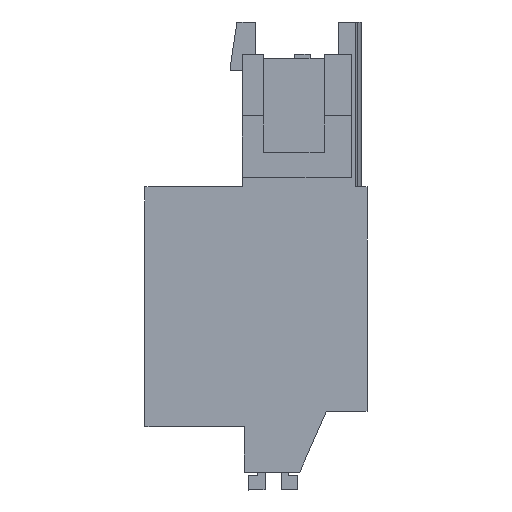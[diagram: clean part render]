
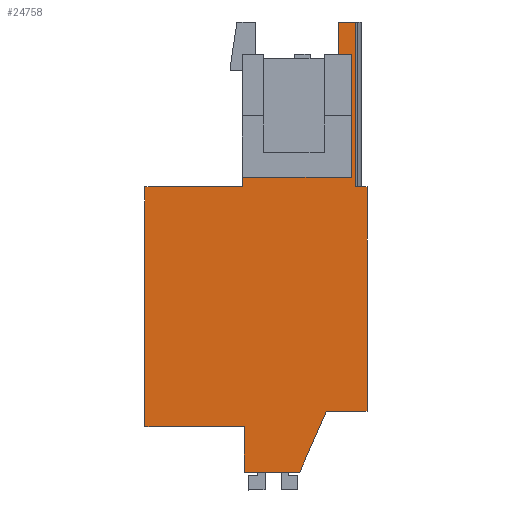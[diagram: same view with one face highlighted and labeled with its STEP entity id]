
A CAD part, left-side view. The second image highlights one B-rep face of the part: STEP entity #24758.
In plain terms, the highlighted planar face has unit normal (-1, 0, 0).
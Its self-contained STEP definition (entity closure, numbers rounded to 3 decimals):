
#24702=AXIS2_PLACEMENT_3D('Plane Axis2P3D',#24699,#24700,#24701) ;
#129=CARTESIAN_POINT('Vertex',(0.975,7.85,4.043)) ;
#435=CARTESIAN_POINT('Vertex',(0.975,7.85,1.143)) ;
#438=CARTESIAN_POINT('Line Origine',(0.975,7.85,2.593)) ;
#579=CARTESIAN_POINT('Vertex',(0.975,0.,5.043)) ;
#582=CARTESIAN_POINT('Line Origine',(0.975,1.3,5.043)) ;
#586=CARTESIAN_POINT('Vertex',(0.975,2.6,5.043)) ;
#1660=CARTESIAN_POINT('Vertex',(0.975,14.2,4.043)) ;
#1668=CARTESIAN_POINT('Line Origine',(0.975,11.025,4.043)) ;
#2911=CARTESIAN_POINT('Vertex',(0.975,0.,19.383)) ;
#2914=CARTESIAN_POINT('Line Origine',(0.975,0.,12.213)) ;
#3864=CARTESIAN_POINT('Vertex',(0.975,14.2,19.383)) ;
#3867=CARTESIAN_POINT('Line Origine',(0.975,14.2,11.713)) ;
#4953=CARTESIAN_POINT('Vertex',(0.975,7.968,19.383)) ;
#4956=CARTESIAN_POINT('Line Origine',(0.975,11.084,19.383)) ;
#5057=CARTESIAN_POINT('Line Origine',(0.975,7.968,19.96)) ;
#5061=CARTESIAN_POINT('Vertex',(0.975,7.968,20.538)) ;
#5702=CARTESIAN_POINT('Vertex',(0.975,1.848,29.933)) ;
#5705=CARTESIAN_POINT('Line Origine',(0.975,1.285,29.933)) ;
#5709=CARTESIAN_POINT('Vertex',(0.975,0.723,29.933)) ;
#6392=CARTESIAN_POINT('Vertex',(0.975,0.723,19.383)) ;
#6395=CARTESIAN_POINT('Line Origine',(0.975,0.361,19.383)) ;
#24673=CARTESIAN_POINT('Line Origine',(0.975,3.45,3.093)) ;
#24677=CARTESIAN_POINT('Vertex',(0.975,4.3,1.143)) ;
#24699=CARTESIAN_POINT('Axis2P3D Location',(0.975,6.8,19.383)) ;
#24704=CARTESIAN_POINT('Line Origine',(0.975,0.723,24.658)) ;
#24709=CARTESIAN_POINT('Line Origine',(0.975,1.848,28.63)) ;
#24713=CARTESIAN_POINT('Vertex',(0.975,1.848,27.328)) ;
#24716=CARTESIAN_POINT('Line Origine',(0.975,1.423,27.328)) ;
#24720=CARTESIAN_POINT('Vertex',(0.975,0.998,27.328)) ;
#24723=CARTESIAN_POINT('Line Origine',(0.975,0.998,23.933)) ;
#24727=CARTESIAN_POINT('Vertex',(0.975,0.998,20.538)) ;
#24730=CARTESIAN_POINT('Line Origine',(0.975,4.483,20.538)) ;
#24735=CARTESIAN_POINT('Line Origine',(0.975,6.075,1.143)) ;
#439=DIRECTION('Vector Direction',(0.,0.,-1.)) ;
#583=DIRECTION('Vector Direction',(0.,-1.,0.)) ;
#1669=DIRECTION('Vector Direction',(0.,-1.,0.)) ;
#2915=DIRECTION('Vector Direction',(0.,0.,1.)) ;
#3868=DIRECTION('Vector Direction',(0.,0.,-1.)) ;
#4957=DIRECTION('Vector Direction',(0.,1.,0.)) ;
#5058=DIRECTION('Vector Direction',(0.,0.,-1.)) ;
#5706=DIRECTION('Vector Direction',(0.,1.,0.)) ;
#6396=DIRECTION('Vector Direction',(0.,1.,0.)) ;
#24674=DIRECTION('Vector Direction',(0.,-0.4,0.917)) ;
#24700=DIRECTION('Axis2P3D Direction',(-1.,0.,0.)) ;
#24701=DIRECTION('Axis2P3D XDirection',(0.,1.,0.)) ;
#24705=DIRECTION('Vector Direction',(0.,0.,-1.)) ;
#24710=DIRECTION('Vector Direction',(0.,0.,1.)) ;
#24717=DIRECTION('Vector Direction',(0.,-1.,0.)) ;
#24724=DIRECTION('Vector Direction',(0.,0.,1.)) ;
#24731=DIRECTION('Vector Direction',(0.,1.,0.)) ;
#24736=DIRECTION('Vector Direction',(0.,-1.,0.)) ;
#440=VECTOR('Line Direction',#439,1.) ;
#584=VECTOR('Line Direction',#583,1.) ;
#1670=VECTOR('Line Direction',#1669,1.) ;
#2916=VECTOR('Line Direction',#2915,1.) ;
#3869=VECTOR('Line Direction',#3868,1.) ;
#4958=VECTOR('Line Direction',#4957,1.) ;
#5059=VECTOR('Line Direction',#5058,1.) ;
#5707=VECTOR('Line Direction',#5706,1.) ;
#6397=VECTOR('Line Direction',#6396,1.) ;
#24675=VECTOR('Line Direction',#24674,1.) ;
#24706=VECTOR('Line Direction',#24705,1.) ;
#24711=VECTOR('Line Direction',#24710,1.) ;
#24718=VECTOR('Line Direction',#24717,1.) ;
#24725=VECTOR('Line Direction',#24724,1.) ;
#24732=VECTOR('Line Direction',#24731,1.) ;
#24737=VECTOR('Line Direction',#24736,1.) ;
#24741=ORIENTED_EDGE('',*,*,#6399,.T.) ;
#24742=ORIENTED_EDGE('',*,*,#24708,.F.) ;
#24743=ORIENTED_EDGE('',*,*,#5711,.T.) ;
#24744=ORIENTED_EDGE('',*,*,#24715,.T.) ;
#24745=ORIENTED_EDGE('',*,*,#24722,.T.) ;
#24746=ORIENTED_EDGE('',*,*,#24729,.T.) ;
#24747=ORIENTED_EDGE('',*,*,#24734,.T.) ;
#24748=ORIENTED_EDGE('',*,*,#5063,.F.) ;
#24749=ORIENTED_EDGE('',*,*,#4960,.T.) ;
#24750=ORIENTED_EDGE('',*,*,#3871,.T.) ;
#24751=ORIENTED_EDGE('',*,*,#1672,.T.) ;
#24752=ORIENTED_EDGE('',*,*,#442,.T.) ;
#24753=ORIENTED_EDGE('',*,*,#24739,.T.) ;
#24754=ORIENTED_EDGE('',*,*,#24679,.T.) ;
#24755=ORIENTED_EDGE('',*,*,#588,.T.) ;
#24756=ORIENTED_EDGE('',*,*,#2918,.T.) ;
#24758=ADVANCED_FACE('HOUSING',(#24757),#24703,.T.) ;
#442=EDGE_CURVE('',#130,#436,#441,.T.) ;
#588=EDGE_CURVE('',#587,#580,#585,.T.) ;
#1672=EDGE_CURVE('',#1661,#130,#1671,.T.) ;
#2918=EDGE_CURVE('',#580,#2912,#2917,.T.) ;
#3871=EDGE_CURVE('',#3865,#1661,#3870,.T.) ;
#4960=EDGE_CURVE('',#4954,#3865,#4959,.T.) ;
#5063=EDGE_CURVE('',#4954,#5062,#5060,.F.) ;
#5711=EDGE_CURVE('',#5710,#5703,#5708,.T.) ;
#6399=EDGE_CURVE('',#2912,#6393,#6398,.T.) ;
#24679=EDGE_CURVE('',#24678,#587,#24676,.T.) ;
#24708=EDGE_CURVE('',#5710,#6393,#24707,.T.) ;
#24715=EDGE_CURVE('',#5703,#24714,#24712,.F.) ;
#24722=EDGE_CURVE('',#24714,#24721,#24719,.T.) ;
#24729=EDGE_CURVE('',#24721,#24728,#24726,.F.) ;
#24734=EDGE_CURVE('',#24728,#5062,#24733,.T.) ;
#24739=EDGE_CURVE('',#436,#24678,#24738,.T.) ;
#24740=EDGE_LOOP('',(#24741,#24742,#24743,#24744,#24745,#24746,#24747,#24748,#24749,#24750,#24751,#24752,#24753,#24754,#24755,#24756)) ;
#24757=FACE_OUTER_BOUND('',#24740,.T.) ;
#441=LINE('Line',#438,#440) ;
#585=LINE('Line',#582,#584) ;
#1671=LINE('Line',#1668,#1670) ;
#2917=LINE('Line',#2914,#2916) ;
#3870=LINE('Line',#3867,#3869) ;
#4959=LINE('Line',#4956,#4958) ;
#5060=LINE('Line',#5057,#5059) ;
#5708=LINE('Line',#5705,#5707) ;
#6398=LINE('Line',#6395,#6397) ;
#24676=LINE('Line',#24673,#24675) ;
#24707=LINE('Line',#24704,#24706) ;
#24712=LINE('Line',#24709,#24711) ;
#24719=LINE('Line',#24716,#24718) ;
#24726=LINE('Line',#24723,#24725) ;
#24733=LINE('Line',#24730,#24732) ;
#24738=LINE('Line',#24735,#24737) ;
#24703=PLANE('',#24702) ;
#130=VERTEX_POINT('',#129) ;
#436=VERTEX_POINT('',#435) ;
#580=VERTEX_POINT('',#579) ;
#587=VERTEX_POINT('',#586) ;
#1661=VERTEX_POINT('',#1660) ;
#2912=VERTEX_POINT('',#2911) ;
#3865=VERTEX_POINT('',#3864) ;
#4954=VERTEX_POINT('',#4953) ;
#5062=VERTEX_POINT('',#5061) ;
#5703=VERTEX_POINT('',#5702) ;
#5710=VERTEX_POINT('',#5709) ;
#6393=VERTEX_POINT('',#6392) ;
#24678=VERTEX_POINT('',#24677) ;
#24714=VERTEX_POINT('',#24713) ;
#24721=VERTEX_POINT('',#24720) ;
#24728=VERTEX_POINT('',#24727) ;
